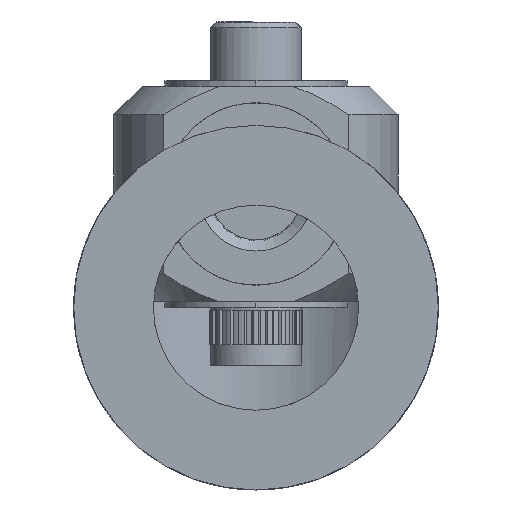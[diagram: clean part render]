
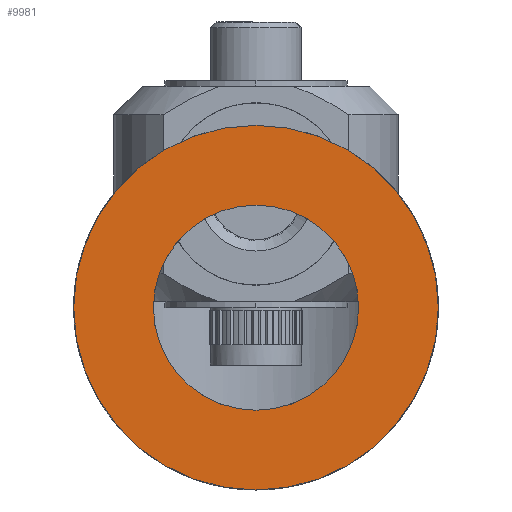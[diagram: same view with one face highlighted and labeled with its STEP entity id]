
A CAD part, left-side view. The second image highlights one B-rep face of the part: STEP entity #9981.
In plain terms, the highlighted face is planar.
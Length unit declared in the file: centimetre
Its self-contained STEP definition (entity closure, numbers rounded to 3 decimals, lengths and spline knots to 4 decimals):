
#2286=PLANE('',#10589);
#2723=VERTEX_POINT('',#14568);
#2755=VERTEX_POINT('',#14933);
#3638=CIRCLE('',#10567,0.9);
#3644=CIRCLE('',#10588,1.6);
#4214=EDGE_CURVE('',#2723,#2723,#3638,.T.);
#4260=EDGE_CURVE('',#2755,#2755,#3644,.T.);
#5802=ORIENTED_EDGE('',*,*,#4214,.T.);
#5803=ORIENTED_EDGE('',*,*,#4260,.F.);
#8726=EDGE_LOOP('',(#5802));
#8727=EDGE_LOOP('',(#5803));
#9357=FACE_BOUND('',#8726,.T.);
#9358=FACE_BOUND('',#8727,.T.);
#9981=ADVANCED_FACE('',(#9357,#9358),#2286,.T.);
#10567=AXIS2_PLACEMENT_3D('',#14567,#11756,#11757);
#10588=AXIS2_PLACEMENT_3D('',#14932,#11810,#11811);
#10589=AXIS2_PLACEMENT_3D('',#14934,#11812,$);
#11756=DIRECTION('',(0.,0.,-1.));
#11757=DIRECTION('',(0.9,0.,0.));
#11810=DIRECTION('',(0.,0.,-1.));
#11811=DIRECTION('',(1.6,0.,0.));
#11812=DIRECTION('',(0.,0.,1.));
#14567=CARTESIAN_POINT('',(0.,0.,3.65));
#14568=CARTESIAN_POINT('',(-0.9,0.,3.65));
#14932=CARTESIAN_POINT('',(0.,0.,3.65));
#14933=CARTESIAN_POINT('',(1.6,0.,3.65));
#14934=CARTESIAN_POINT('',(0.,0.,3.65));
